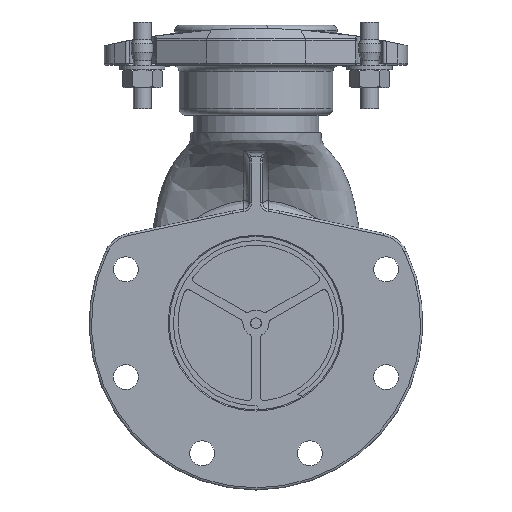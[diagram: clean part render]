
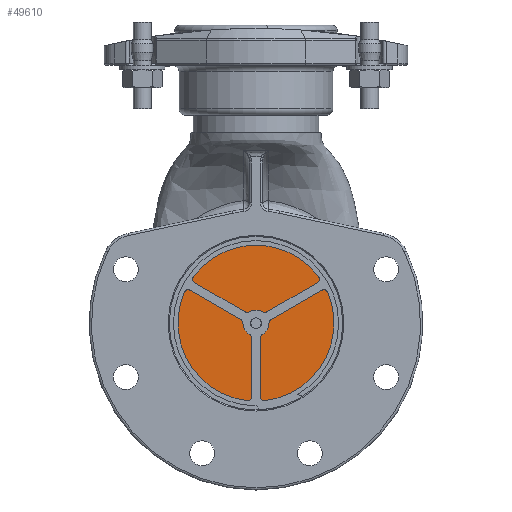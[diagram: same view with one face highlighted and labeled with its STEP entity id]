
A CAD part, front view. The second image highlights one B-rep face of the part: STEP entity #49610.
In plain terms, the highlighted planar face has unit normal (0, -1, 0).
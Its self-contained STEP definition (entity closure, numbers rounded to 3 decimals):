
#1556 = CARTESIAN_POINT ( 'NONE',  ( 0., 6.3, 0. ) ) ;
#5511 = AXIS2_PLACEMENT_3D ( 'NONE', #16815, #53536, #22078 ) ;
#6843 = DIRECTION ( 'NONE',  ( 0., 0., 1. ) ) ;
#12821 = DIRECTION ( 'NONE',  ( 0., 1., 0. ) ) ;
#14162 = CARTESIAN_POINT ( 'NONE',  ( 0., 6.3, -6. ) ) ;
#16803 = CIRCLE ( 'NONE', #64393, 40. ) ;
#16815 = CARTESIAN_POINT ( 'NONE',  ( 0., 6.3, 0. ) ) ;
#18732 = DIRECTION ( 'NONE',  ( 0., 1., 0. ) ) ;
#19913 = ORIENTED_EDGE ( 'NONE', *, *, #53557, .T. ) ;
#22078 = DIRECTION ( 'NONE',  ( 0., 0., 1. ) ) ;
#24424 = CARTESIAN_POINT ( 'NONE',  ( 0., 6.3, 6. ) ) ;
#24553 = VERTEX_POINT ( 'NONE', #14162 ) ;
#25075 = DIRECTION ( 'NONE',  ( 0., 1., 0. ) ) ;
#25531 = CIRCLE ( 'NONE', #42158, 6. ) ;
#28298 = ORIENTED_EDGE ( 'NONE', *, *, #67825, .F. ) ;
#28698 = CIRCLE ( 'NONE', #5511, 40. ) ;
#30360 = CARTESIAN_POINT ( 'NONE',  ( 0., 6.3, 40. ) ) ;
#31509 = AXIS2_PLACEMENT_3D ( 'NONE', #56499, #25075, #61786 ) ;
#34126 = ORIENTED_EDGE ( 'NONE', *, *, #42864, .T. ) ;
#35657 = AXIS2_PLACEMENT_3D ( 'NONE', #1556, #38366, #6843 ) ;
#38366 = DIRECTION ( 'NONE',  ( 0., 1., 0. ) ) ;
#42158 = AXIS2_PLACEMENT_3D ( 'NONE', #50168, #18732, #55468 ) ;
#42864 = EDGE_CURVE ( 'NONE', #50812, #24553, #25531, .T. ) ;
#44279 = CARTESIAN_POINT ( 'NONE',  ( 0., 6.3, 0. ) ) ;
#44531 = EDGE_LOOP ( 'NONE', ( #34126, #19913 ) ) ;
#45480 = EDGE_CURVE ( 'NONE', #63889, #56199, #16803, .T. ) ;
#47234 = CIRCLE ( 'NONE', #31509, 6. ) ;
#48676 = PLANE ( 'NONE',  #35657 ) ;
#49554 = DIRECTION ( 'NONE',  ( 0., 0., 1. ) ) ;
#49610 = ADVANCED_FACE ( 'NONE', ( #53050, #51372 ), #48676, .F. ) ;
#50168 = CARTESIAN_POINT ( 'NONE',  ( 0., 6.3, 0. ) ) ;
#50812 = VERTEX_POINT ( 'NONE', #24424 ) ;
#51020 = CARTESIAN_POINT ( 'NONE',  ( 0., 6.3, -40. ) ) ;
#51372 = FACE_BOUND ( 'NONE', #44531, .T. ) ;
#53050 = FACE_OUTER_BOUND ( 'NONE', #67289, .T. ) ;
#53536 = DIRECTION ( 'NONE',  ( 0., 1., 0. ) ) ;
#53557 = EDGE_CURVE ( 'NONE', #24553, #50812, #47234, .T. ) ;
#55468 = DIRECTION ( 'NONE',  ( 0., 0., 1. ) ) ;
#56199 = VERTEX_POINT ( 'NONE', #51020 ) ;
#56499 = CARTESIAN_POINT ( 'NONE',  ( 0., 6.3, 0. ) ) ;
#60594 = ORIENTED_EDGE ( 'NONE', *, *, #45480, .F. ) ;
#61786 = DIRECTION ( 'NONE',  ( 0., 0., 1. ) ) ;
#63889 = VERTEX_POINT ( 'NONE', #30360 ) ;
#64393 = AXIS2_PLACEMENT_3D ( 'NONE', #44279, #12821, #49554 ) ;
#67289 = EDGE_LOOP ( 'NONE', ( #60594, #28298 ) ) ;
#67825 = EDGE_CURVE ( 'NONE', #56199, #63889, #28698, .T. ) ;
